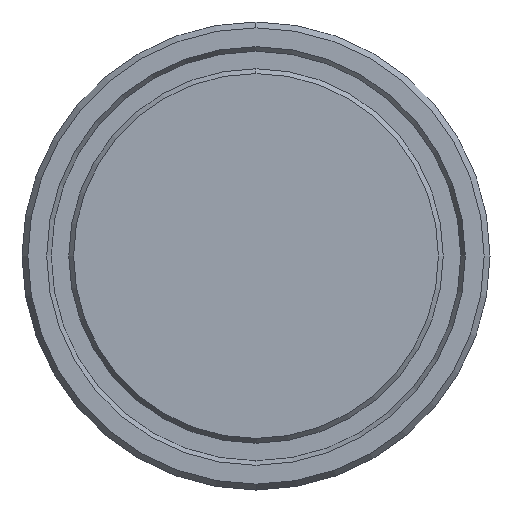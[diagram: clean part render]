
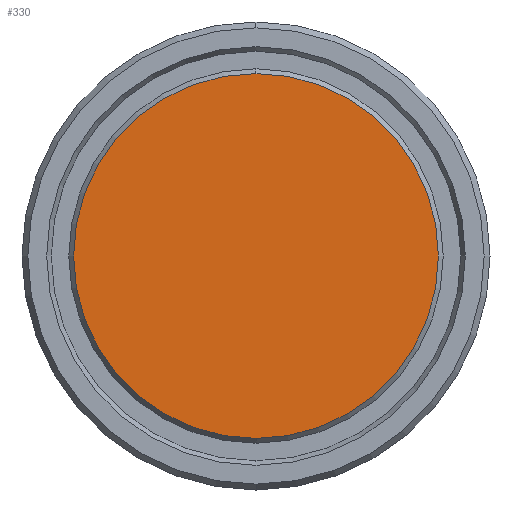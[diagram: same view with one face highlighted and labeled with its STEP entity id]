
A CAD part, left-side view. The second image highlights one B-rep face of the part: STEP entity #330.
In plain terms, the highlighted planar face has unit normal (-1, 0, 0).
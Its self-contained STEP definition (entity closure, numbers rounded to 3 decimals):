
#62 = VERTEX_POINT ( 'NONE', #162 ) ;
#69 = CARTESIAN_POINT ( 'NONE',  ( -1.079, 0., 0. ) ) ;
#72 = DIRECTION ( 'NONE',  ( 1., 0., 0. ) ) ;
#90 = DIRECTION ( 'NONE',  ( 0., 0., 1. ) ) ;
#131 = DIRECTION ( 'NONE',  ( -1., 0., 0. ) ) ;
#154 = AXIS2_PLACEMENT_3D ( 'NONE', #479, #131, #573 ) ;
#162 = CARTESIAN_POINT ( 'NONE',  ( -1.079, 0., 31.184 ) ) ;
#176 = AXIS2_PLACEMENT_3D ( 'NONE', #69, #72, #628 ) ;
#247 = ORIENTED_EDGE ( 'NONE', *, *, #296, .T. ) ;
#280 = CARTESIAN_POINT ( 'NONE',  ( -1.079, 0., -31.184 ) ) ;
#285 = DIRECTION ( 'NONE',  ( -1., 0., 0. ) ) ;
#290 = CIRCLE ( 'NONE', #154, 31.184 ) ;
#296 = EDGE_CURVE ( 'NONE', #62, #336, #290, .T. ) ;
#312 = CIRCLE ( 'NONE', #398, 31.184 ) ;
#330 = ADVANCED_FACE ( 'NONE', ( #538 ), #528, .F. ) ;
#333 = CARTESIAN_POINT ( 'NONE',  ( -1.079, 0., 0. ) ) ;
#336 = VERTEX_POINT ( 'NONE', #280 ) ;
#398 = AXIS2_PLACEMENT_3D ( 'NONE', #333, #285, #90 ) ;
#419 = EDGE_CURVE ( 'NONE', #336, #62, #312, .T. ) ;
#456 = ORIENTED_EDGE ( 'NONE', *, *, #419, .T. ) ;
#479 = CARTESIAN_POINT ( 'NONE',  ( -1.079, 0., 0. ) ) ;
#528 = PLANE ( 'NONE',  #176 ) ;
#538 = FACE_OUTER_BOUND ( 'NONE', #582, .T. ) ;
#573 = DIRECTION ( 'NONE',  ( 0., 0., 1. ) ) ;
#582 = EDGE_LOOP ( 'NONE', ( #456, #247 ) ) ;
#628 = DIRECTION ( 'NONE',  ( 0., 0., -1. ) ) ;
